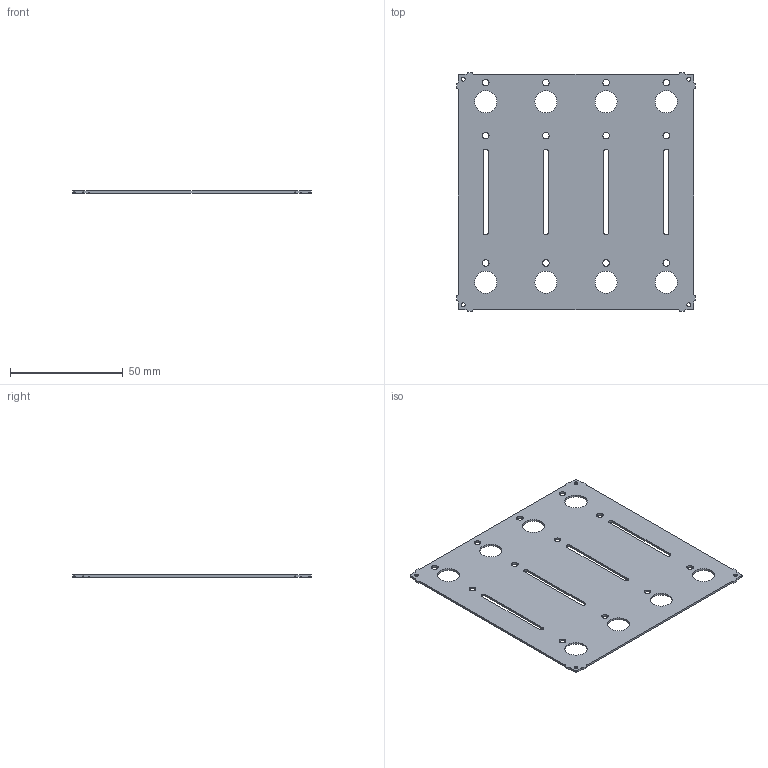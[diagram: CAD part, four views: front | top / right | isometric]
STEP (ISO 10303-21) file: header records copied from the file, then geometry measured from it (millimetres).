
FILE_DESCRIPTION(('KiCad electronic assembly'),'2;1');
FILE_NAME('FP-PBF4-CLASSIC-3D.step','2025-10-21T08:52:38',('Pcbnew'),( 'Kicad'),'Open CASCADE STEP processor 7.6','KiCad to STEP converter' ,'Unknown');
FILE_SCHEMA(('AUTOMOTIVE_DESIGN { 1 0 10303 214 1 1 1 1 }'));
Length unit declared in the file: millimetre
Products named in the file (2): FP-PBF4-CLASSIC-3D 1; kibot_6yeuaw1d_PCB
Assembly tree (1 placements, depth 2):
  FP-PBF4-CLASSIC-3D 1
    kibot_6yeuaw1d_PCB
Bounding box: 105.6 x 105.6 x 0.91 mm (x, y, z)
Volume: 8993.2 mm3; surface area: 20777.7 mm2
Topology: 1 solids, 1 shells, 114 faces, 336 edges, 224 vertices
Faces by surface type: cylinder 67, plane 47
Full cylindrical faces by diameter (mm): 1.75 x4, 2.9 x12, 9.8 x8
Entity records: 4003 total; most frequent: DIRECTION 702, CARTESIAN_POINT 676, ORIENTED_EDGE 672, EDGE_CURVE 336, AXIS2_PLACEMENT_3D 250, VERTEX_POINT 224, LINE 202, VECTOR 202
